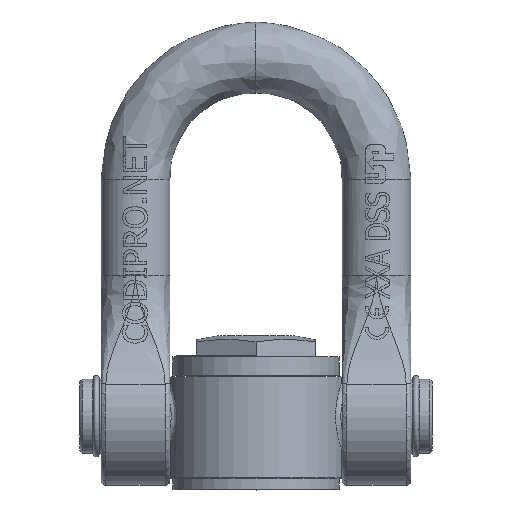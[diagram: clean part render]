
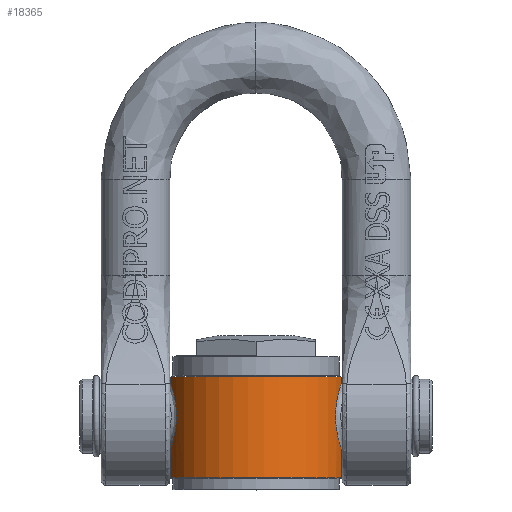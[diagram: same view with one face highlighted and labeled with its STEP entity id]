
A CAD part, top view. The second image highlights one B-rep face of the part: STEP entity #18365.
In plain terms, the highlighted cylindrical face has radius 37.5 mm (diameter 75 mm), a partial arc.
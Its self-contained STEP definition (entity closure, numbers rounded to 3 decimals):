
#858=ELLIPSE('',#19592,17.07,15.009);
#859=ELLIPSE('',#19593,17.07,15.009);
#862=ELLIPSE('',#19596,17.07,15.009);
#863=ELLIPSE('',#19597,17.07,15.009);
#1683=FACE_OUTER_BOUND('',#2774,.T.);
#2774=EDGE_LOOP('',(#14443,#14444,#14445,#14446,#14447,#14448,#14449,#14450,
#14451,#14452,#14453,#14454,#14455,#14456,#14457,#14458));
#3879=B_SPLINE_CURVE_WITH_KNOTS('',3,(#29951,#29952,#29953,#29954,#29955,
#29956,#29957,#29958),.UNSPECIFIED.,.F.,.F.,(4,2,2,4),(1.872,
1.928,1.992,1.994),.UNSPECIFIED.);
#3884=B_SPLINE_CURVE_WITH_KNOTS('',3,(#30018,#30019,#30020,#30021,#30022,
#30023,#30024,#30025),.UNSPECIFIED.,.F.,.F.,(4,2,2,4),(1.268,
1.288,1.331,1.348),.UNSPECIFIED.);
#3894=B_SPLINE_CURVE_WITH_KNOTS('',3,(#30113,#30114,#30115,#30116,#30117,
#30118),.UNSPECIFIED.,.F.,.F.,(4,2,4),(1.948,2.012,
2.057),.UNSPECIFIED.);
#3895=B_SPLINE_CURVE_WITH_KNOTS('',3,(#30128,#30129,#30130,#30131,#30132,
#30133,#30134,#30135),.UNSPECIFIED.,.F.,.F.,(4,2,2,4),(1.268,
1.288,1.331,1.348),.UNSPECIFIED.);
#3905=B_SPLINE_CURVE_WITH_KNOTS('',3,(#30275,#30276,#30277,#30278,#30279,
#30280,#30281,#30282,#30283),.UNSPECIFIED.,.F.,.F.,(4,1,1,1,1,1,4),(-13.112,
-12.433,-12.192,-11.709,-11.226,
-10.743,-9.823),.UNSPECIFIED.);
#3907=B_SPLINE_CURVE_WITH_KNOTS('',3,(#30391,#30392,#30393,#30394,#30395,
#30396,#30397,#30398,#30399),.UNSPECIFIED.,.F.,.F.,(4,1,1,1,1,1,4),(-13.112,
-12.433,-12.192,-11.709,-11.226,
-10.743,-9.823),.UNSPECIFIED.);
#4640=CIRCLE('',#19606,37.5);
#4644=CIRCLE('',#19612,37.5);
#5069=LINE('',#30124,#6542);
#5073=LINE('',#30484,#6546);
#5075=LINE('',#30488,#6548);
#5076=LINE('',#30490,#6549);
#6542=VECTOR('',#21459,10.);
#6546=VECTOR('',#21537,10.);
#6548=VECTOR('',#21543,10.);
#6549=VECTOR('',#21546,10.);
#8315=VERTEX_POINT('',#29894);
#8321=VERTEX_POINT('',#29949);
#8329=VERTEX_POINT('',#30004);
#8330=VERTEX_POINT('',#30017);
#8339=VERTEX_POINT('',#30076);
#8342=VERTEX_POINT('',#30111);
#8344=VERTEX_POINT('',#30122);
#8345=VERTEX_POINT('',#30126);
#8346=VERTEX_POINT('',#30127);
#8360=VERTEX_POINT('',#30272);
#8361=VERTEX_POINT('',#30274);
#8364=VERTEX_POINT('',#30388);
#8365=VERTEX_POINT('',#30390);
#8371=VERTEX_POINT('',#30468);
#8372=VERTEX_POINT('',#30470);
#8375=VERTEX_POINT('',#30480);
#10525=EDGE_CURVE('',#8321,#8315,#3879,.T.);
#10534=EDGE_CURVE('',#8330,#8329,#3884,.F.);
#10550=EDGE_CURVE('',#8342,#8339,#3894,.T.);
#10553=EDGE_CURVE('',#8342,#8344,#5069,.T.);
#10554=EDGE_CURVE('',#8345,#8346,#3895,.F.);
#10571=EDGE_CURVE('',#8339,#8360,#858,.F.);
#10572=EDGE_CURVE('',#8360,#8361,#3905,.T.);
#10573=EDGE_CURVE('',#8329,#8361,#859,.T.);
#10577=EDGE_CURVE('',#8315,#8364,#862,.F.);
#10578=EDGE_CURVE('',#8364,#8365,#3907,.T.);
#10579=EDGE_CURVE('',#8346,#8365,#863,.T.);
#10587=EDGE_CURVE('',#8371,#8372,#4640,.T.);
#10593=EDGE_CURVE('',#8375,#8344,#4644,.T.);
#10594=EDGE_CURVE('',#8371,#8330,#5073,.T.);
#10596=EDGE_CURVE('',#8375,#8345,#5075,.T.);
#10597=EDGE_CURVE('',#8321,#8372,#5076,.T.);
#14443=ORIENTED_EDGE('',*,*,#10572,.F.);
#14444=ORIENTED_EDGE('',*,*,#10571,.F.);
#14445=ORIENTED_EDGE('',*,*,#10550,.F.);
#14446=ORIENTED_EDGE('',*,*,#10553,.T.);
#14447=ORIENTED_EDGE('',*,*,#10593,.F.);
#14448=ORIENTED_EDGE('',*,*,#10596,.T.);
#14449=ORIENTED_EDGE('',*,*,#10554,.T.);
#14450=ORIENTED_EDGE('',*,*,#10579,.T.);
#14451=ORIENTED_EDGE('',*,*,#10578,.F.);
#14452=ORIENTED_EDGE('',*,*,#10577,.F.);
#14453=ORIENTED_EDGE('',*,*,#10525,.F.);
#14454=ORIENTED_EDGE('',*,*,#10597,.T.);
#14455=ORIENTED_EDGE('',*,*,#10587,.F.);
#14456=ORIENTED_EDGE('',*,*,#10594,.T.);
#14457=ORIENTED_EDGE('',*,*,#10534,.T.);
#14458=ORIENTED_EDGE('',*,*,#10573,.T.);
#17880=CYLINDRICAL_SURFACE('',#19617,37.5);
#18365=ADVANCED_FACE('',(#1683),#17880,.T.);
#19592=AXIS2_PLACEMENT_3D('',#30273,#21490,#21491);
#19593=AXIS2_PLACEMENT_3D('',#30284,#21492,#21493);
#19596=AXIS2_PLACEMENT_3D('',#30389,#21498,#21499);
#19597=AXIS2_PLACEMENT_3D('',#30400,#21500,#21501);
#19606=AXIS2_PLACEMENT_3D('',#30471,#21519,#21520);
#19612=AXIS2_PLACEMENT_3D('',#30482,#21533,#21534);
#19617=AXIS2_PLACEMENT_3D('',#30491,#21547,#21548);
#21459=DIRECTION('',(0.,0.,-1.));
#21490=DIRECTION('center_axis',(0.093,-0.97,-0.224));
#21491=DIRECTION('ref_axis',(0.374,0.243,-0.895));
#21492=DIRECTION('center_axis',(0.093,-0.97,0.224));
#21493=DIRECTION('ref_axis',(-0.374,-0.243,-0.895));
#21498=DIRECTION('center_axis',(0.093,0.97,0.224));
#21499=DIRECTION('ref_axis',(0.374,-0.243,0.895));
#21500=DIRECTION('center_axis',(0.093,0.97,-0.224));
#21501=DIRECTION('ref_axis',(-0.374,0.243,0.895));
#21519=DIRECTION('center_axis',(0.,0.,1.));
#21520=DIRECTION('ref_axis',(-1.,0.,0.));
#21533=DIRECTION('center_axis',(0.,0.,-1.));
#21534=DIRECTION('ref_axis',(-1.,0.,0.));
#21537=DIRECTION('',(0.,0.,-1.));
#21543=DIRECTION('',(0.,0.,1.));
#21546=DIRECTION('',(0.,0.,1.));
#21547=DIRECTION('center_axis',(0.,0.,1.));
#21548=DIRECTION('ref_axis',(-1.,0.,0.));
#29894=CARTESIAN_POINT('',(-10.379,-36.035,40.193));
#29949=CARTESIAN_POINT('',(-10.5,-36.,40.62));
#29951=CARTESIAN_POINT('Ctrl Pts',(-10.5,-36.,40.62));
#29952=CARTESIAN_POINT('Ctrl Pts',(-10.5,-36.,40.549));
#29953=CARTESIAN_POINT('Ctrl Pts',(-10.493,-36.002,
40.479));
#29954=CARTESIAN_POINT('Ctrl Pts',(-10.458,-36.012,
40.333));
#29955=CARTESIAN_POINT('Ctrl Pts',(-10.428,-36.021,40.261));
#29956=CARTESIAN_POINT('Ctrl Pts',(-10.381,-36.034,
40.195));
#29957=CARTESIAN_POINT('Ctrl Pts',(-10.38,-36.035,
40.194));
#29958=CARTESIAN_POINT('Ctrl Pts',(-10.379,-36.035,
40.193));
#30004=CARTESIAN_POINT('',(-10.379,36.035,40.193));
#30017=CARTESIAN_POINT('',(-10.5,36.,40.62));
#30018=CARTESIAN_POINT('Ctrl Pts',(-10.379,36.035,40.193));
#30019=CARTESIAN_POINT('Ctrl Pts',(-10.401,36.029,40.223));
#30020=CARTESIAN_POINT('Ctrl Pts',(-10.42,36.023,40.255));
#30021=CARTESIAN_POINT('Ctrl Pts',(-10.469,36.009,40.363));
#30022=CARTESIAN_POINT('Ctrl Pts',(-10.488,36.004,40.443));
#30023=CARTESIAN_POINT('Ctrl Pts',(-10.499,36.,40.556));
#30024=CARTESIAN_POINT('Ctrl Pts',(-10.5,36.,40.588));
#30025=CARTESIAN_POINT('Ctrl Pts',(-10.5,36.,40.62));
#30076=CARTESIAN_POINT('',(-10.379,36.035,11.807));
#30111=CARTESIAN_POINT('',(-10.5,36.,11.38));
#30113=CARTESIAN_POINT('Ctrl Pts',(-10.5,36.,11.38));
#30114=CARTESIAN_POINT('Ctrl Pts',(-10.5,36.,11.469));
#30115=CARTESIAN_POINT('Ctrl Pts',(-10.489,36.003,11.558));
#30116=CARTESIAN_POINT('Ctrl Pts',(-10.443,36.017,11.702));
#30117=CARTESIAN_POINT('Ctrl Pts',(-10.415,36.025,11.757));
#30118=CARTESIAN_POINT('Ctrl Pts',(-10.379,36.035,11.807));
#30122=CARTESIAN_POINT('',(-10.5,36.,0.));
#30124=CARTESIAN_POINT('',(-10.5,36.,0.));
#30126=CARTESIAN_POINT('',(-10.5,-36.,11.38));
#30127=CARTESIAN_POINT('',(-10.379,-36.035,11.807));
#30128=CARTESIAN_POINT('Ctrl Pts',(-10.379,-36.035,
11.807));
#30129=CARTESIAN_POINT('Ctrl Pts',(-10.401,-36.029,
11.777));
#30130=CARTESIAN_POINT('Ctrl Pts',(-10.42,-36.023,11.745));
#30131=CARTESIAN_POINT('Ctrl Pts',(-10.469,-36.009,
11.637));
#30132=CARTESIAN_POINT('Ctrl Pts',(-10.488,-36.004,
11.557));
#30133=CARTESIAN_POINT('Ctrl Pts',(-10.499,-36.,
11.444));
#30134=CARTESIAN_POINT('Ctrl Pts',(-10.5,-36.,11.412));
#30135=CARTESIAN_POINT('Ctrl Pts',(-10.5,-36.,11.38));
#30272=CARTESIAN_POINT('',(-10.5,36.,11.909));
#30273=CARTESIAN_POINT('Origin',(-1.565,33.962,24.447));
#30274=CARTESIAN_POINT('',(-10.5,36.,40.091));
#30275=CARTESIAN_POINT('Ctrl Pts',(-10.5,36.,11.909));
#30276=CARTESIAN_POINT('Ctrl Pts',(-12.119,35.527,13.282));
#30277=CARTESIAN_POINT('Ctrl Pts',(-13.982,34.822,15.566));
#30278=CARTESIAN_POINT('Ctrl Pts',(-15.92,33.964,19.672));
#30279=CARTESIAN_POINT('Ctrl Pts',(-16.924,33.465,23.558));
#30280=CARTESIAN_POINT('Ctrl Pts',(-16.925,33.463,28.443));
#30281=CARTESIAN_POINT('Ctrl Pts',(-15.354,34.246,34.515));
#30282=CARTESIAN_POINT('Ctrl Pts',(-12.695,35.359,38.229));
#30283=CARTESIAN_POINT('Ctrl Pts',(-10.5,36.,40.091));
#30284=CARTESIAN_POINT('Origin',(-1.564,33.962,27.553));
#30388=CARTESIAN_POINT('',(-10.5,-36.,40.091));
#30389=CARTESIAN_POINT('Origin',(-1.565,-33.962,27.553));
#30390=CARTESIAN_POINT('',(-10.5,-36.,11.909));
#30391=CARTESIAN_POINT('Ctrl Pts',(-10.5,-36.,
40.091));
#30392=CARTESIAN_POINT('Ctrl Pts',(-12.119,-35.527,
38.718));
#30393=CARTESIAN_POINT('Ctrl Pts',(-13.982,-34.822,
36.434));
#30394=CARTESIAN_POINT('Ctrl Pts',(-15.92,-33.964,
32.328));
#30395=CARTESIAN_POINT('Ctrl Pts',(-16.924,-33.465,
28.442));
#30396=CARTESIAN_POINT('Ctrl Pts',(-16.925,-33.463,23.557));
#30397=CARTESIAN_POINT('Ctrl Pts',(-15.354,-34.246,
17.485));
#30398=CARTESIAN_POINT('Ctrl Pts',(-12.695,-35.359,
13.771));
#30399=CARTESIAN_POINT('Ctrl Pts',(-10.5,-36.,
11.909));
#30400=CARTESIAN_POINT('Origin',(-1.565,-33.962,24.447));
#30468=CARTESIAN_POINT('',(-10.5,36.,42.5));
#30470=CARTESIAN_POINT('',(-10.5,-36.,42.5));
#30471=CARTESIAN_POINT('Origin',(0.,0.,42.5));
#30480=CARTESIAN_POINT('',(-10.5,-36.,0.));
#30482=CARTESIAN_POINT('Origin',(0.,0.,0.));
#30484=CARTESIAN_POINT('',(-10.5,36.,0.));
#30488=CARTESIAN_POINT('',(-10.5,-36.,0.));
#30490=CARTESIAN_POINT('',(-10.5,-36.,0.));
#30491=CARTESIAN_POINT('Origin',(0.,0.,0.));
